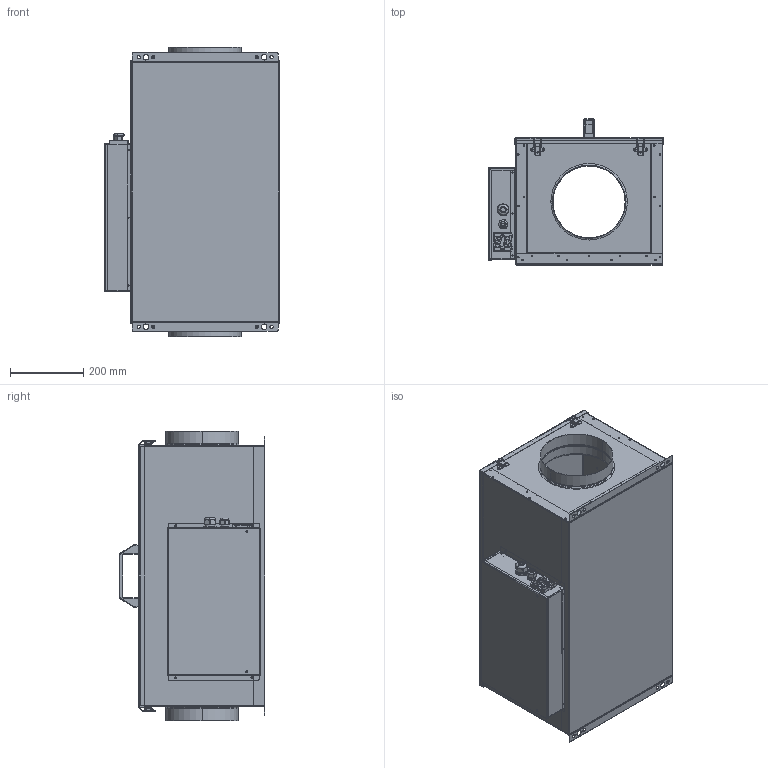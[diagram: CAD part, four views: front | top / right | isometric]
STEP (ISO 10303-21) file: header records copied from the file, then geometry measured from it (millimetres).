
FILE_DESCRIPTION (( 'STEP AP203' ), '1' );
FILE_NAME ('137768-00_FFHNW200.STEP', '2017-01-24T10:48:07', ( '' ), ( '' ), 'SwSTEP 2.0', 'SolidWorks 2012', '' );
FILE_SCHEMA (( 'CONFIG_CONTROL_DESIGN' ));
Length unit declared in the file: millimetre
Products named in the file (1): 137768-00_FFHNW200
Bounding box: 477.6 x 398 x 791 mm (x, y, z)
Surface area: 3909264.5 mm2 (no closed solid volume)
Topology: 0 solids, 104 shells, 896 faces, 3179 edges, 2299 vertices
Faces by surface type: cylinder 471, plane 278, bspline 96, torus 36, cone 15
Entity records: 36877 total; most frequent: CARTESIAN_POINT 9171, DIRECTION 6206, ORIENTED_EDGE 4752, EDGE_CURVE 3179, AXIS2_PLACEMENT_3D 2380, VERTEX_POINT 2299, CIRCLE 1579, LINE 1446
